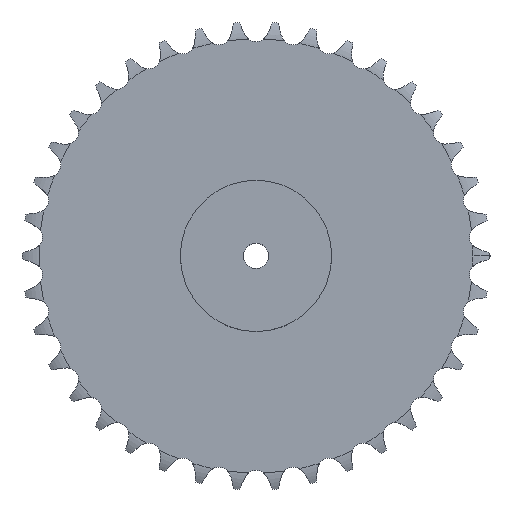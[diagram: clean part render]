
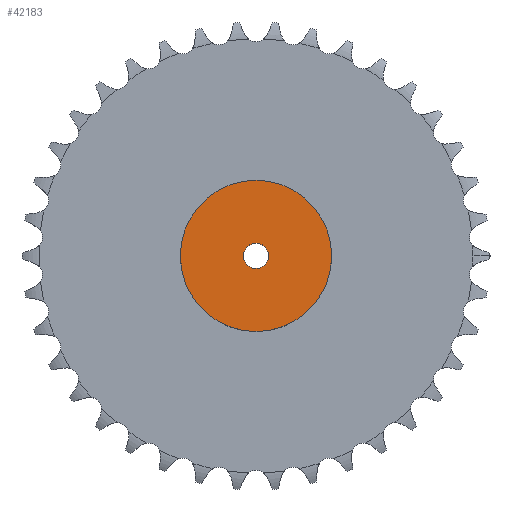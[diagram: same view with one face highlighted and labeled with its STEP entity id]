
A CAD part, top view. The second image highlights one B-rep face of the part: STEP entity #42183.
In plain terms, the highlighted planar face has unit normal (0, 0, 1).
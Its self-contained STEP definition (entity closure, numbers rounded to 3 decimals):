
#4728 = CYLINDRICAL_SURFACE('',#4729,90.);
#4729 = AXIS2_PLACEMENT_3D('',#4730,#4731,#4732);
#4730 = CARTESIAN_POINT('',(0.,0.,0.));
#4731 = DIRECTION('',(-0.,-0.,-1.));
#4732 = DIRECTION('',(1.,0.,0.));
#26632 = VERTEX_POINT('',#26633);
#26633 = CARTESIAN_POINT('',(90.,0.,75.));
#26654 = EDGE_CURVE('',#26632,#26632,#26655,.T.);
#26655 = SURFACE_CURVE('',#26656,(#26661,#26668),.PCURVE_S1.);
#26656 = CIRCLE('',#26657,90.);
#26657 = AXIS2_PLACEMENT_3D('',#26658,#26659,#26660);
#26658 = CARTESIAN_POINT('',(0.,0.,75.));
#26659 = DIRECTION('',(0.,0.,1.));
#26660 = DIRECTION('',(1.,0.,0.));
#26661 = PCURVE('',#4728,#26662);
#26662 = DEFINITIONAL_REPRESENTATION('',(#26663),#26667);
#26663 = LINE('',#26664,#26665);
#26664 = CARTESIAN_POINT('',(-0.,-75.));
#26665 = VECTOR('',#26666,1.);
#26666 = DIRECTION('',(-1.,0.));
#26667 = ( GEOMETRIC_REPRESENTATION_CONTEXT(2) 
PARAMETRIC_REPRESENTATION_CONTEXT() REPRESENTATION_CONTEXT('2D SPACE',''
  ) );
#26668 = PCURVE('',#26669,#26674);
#26669 = PLANE('',#26670);
#26670 = AXIS2_PLACEMENT_3D('',#26671,#26672,#26673);
#26671 = CARTESIAN_POINT('',(0.,0.,75.)
  );
#26672 = DIRECTION('',(0.,0.,1.));
#26673 = DIRECTION('',(1.,0.,0.));
#26674 = DEFINITIONAL_REPRESENTATION('',(#26675),#26679);
#26675 = CIRCLE('',#26676,90.);
#26676 = AXIS2_PLACEMENT_2D('',#26677,#26678);
#26677 = CARTESIAN_POINT('',(0.,0.));
#26678 = DIRECTION('',(1.,0.));
#26679 = ( GEOMETRIC_REPRESENTATION_CONTEXT(2) 
PARAMETRIC_REPRESENTATION_CONTEXT() REPRESENTATION_CONTEXT('2D SPACE',''
  ) );
#35892 = CYLINDRICAL_SURFACE('',#35893,15.);
#35893 = AXIS2_PLACEMENT_3D('',#35894,#35895,#35896);
#35894 = CARTESIAN_POINT('',(0.,0.,830.693));
#35895 = DIRECTION('',(0.,0.,1.));
#35896 = DIRECTION('',(1.,0.,0.));
#42183 = ADVANCED_FACE('',(#42184,#42187),#26669,.T.);
#42184 = FACE_BOUND('',#42185,.T.);
#42185 = EDGE_LOOP('',(#42186));
#42186 = ORIENTED_EDGE('',*,*,#26654,.T.);
#42187 = FACE_BOUND('',#42188,.T.);
#42188 = EDGE_LOOP('',(#42189));
#42189 = ORIENTED_EDGE('',*,*,#42190,.F.);
#42190 = EDGE_CURVE('',#42191,#42191,#42193,.T.);
#42191 = VERTEX_POINT('',#42192);
#42192 = CARTESIAN_POINT('',(15.,0.,75.));
#42193 = SURFACE_CURVE('',#42194,(#42199,#42206),.PCURVE_S1.);
#42194 = CIRCLE('',#42195,15.);
#42195 = AXIS2_PLACEMENT_3D('',#42196,#42197,#42198);
#42196 = CARTESIAN_POINT('',(0.,0.,75.));
#42197 = DIRECTION('',(0.,0.,1.));
#42198 = DIRECTION('',(1.,0.,0.));
#42199 = PCURVE('',#26669,#42200);
#42200 = DEFINITIONAL_REPRESENTATION('',(#42201),#42205);
#42201 = CIRCLE('',#42202,15.);
#42202 = AXIS2_PLACEMENT_2D('',#42203,#42204);
#42203 = CARTESIAN_POINT('',(0.,0.));
#42204 = DIRECTION('',(1.,0.));
#42205 = ( GEOMETRIC_REPRESENTATION_CONTEXT(2) 
PARAMETRIC_REPRESENTATION_CONTEXT() REPRESENTATION_CONTEXT('2D SPACE',''
  ) );
#42206 = PCURVE('',#35892,#42207);
#42207 = DEFINITIONAL_REPRESENTATION('',(#42208),#42212);
#42208 = LINE('',#42209,#42210);
#42209 = CARTESIAN_POINT('',(0.,-755.693));
#42210 = VECTOR('',#42211,1.);
#42211 = DIRECTION('',(1.,0.));
#42212 = ( GEOMETRIC_REPRESENTATION_CONTEXT(2) 
PARAMETRIC_REPRESENTATION_CONTEXT() REPRESENTATION_CONTEXT('2D SPACE',''
  ) );
